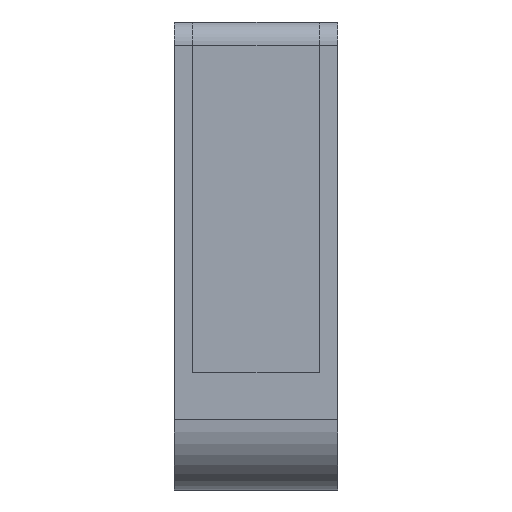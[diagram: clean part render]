
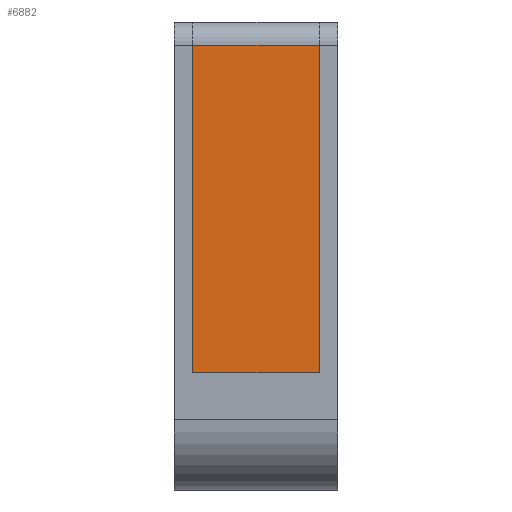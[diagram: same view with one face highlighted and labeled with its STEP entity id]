
A CAD part, left-side view. The second image highlights one B-rep face of the part: STEP entity #6882.
In plain terms, the highlighted planar face has unit normal (-1, 0, 0).
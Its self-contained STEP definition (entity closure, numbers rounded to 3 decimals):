
#6563=DIRECTION('',(0.,0.,1.));
#6564=VECTOR('',#6563,7.);
#6565=CARTESIAN_POINT('',(-0.5,0.,-3.75));
#6566=LINE('',#6565,#6564);
#6590=DIRECTION('',(0.,0.,1.));
#6591=VECTOR('',#6590,7.);
#6592=CARTESIAN_POINT('',(-0.5,2.7,-3.75));
#6593=LINE('',#6592,#6591);
#6618=DIRECTION('',(0.,-1.,0.));
#6619=VECTOR('',#6618,2.7);
#6620=CARTESIAN_POINT('',(-0.5,2.7,3.25));
#6621=LINE('',#6620,#6619);
#6622=DIRECTION('',(0.,1.,0.));
#6623=VECTOR('',#6622,2.7);
#6624=CARTESIAN_POINT('',(-0.5,0.,-3.75));
#6625=LINE('',#6624,#6623);
#6724=CARTESIAN_POINT('',(-0.5,0.,-3.75));
#6725=VERTEX_POINT('',#6724);
#6740=CARTESIAN_POINT('',(-0.5,2.7,-3.75));
#6741=VERTEX_POINT('',#6740);
#6743=CARTESIAN_POINT('',(-0.5,0.,3.25));
#6745=VERTEX_POINT('',#6743);
#6746=CARTESIAN_POINT('',(-0.5,2.7,3.25));
#6747=VERTEX_POINT('',#6746);
#6870=CARTESIAN_POINT('',(-0.5,0.,-3.75));
#6871=DIRECTION('',(-1.,0.,0.));
#6872=DIRECTION('',(0.,0.,1.));
#6873=AXIS2_PLACEMENT_3D('',#6870,#6871,#6872);
#6874=PLANE('',#6873);
#6875=ORIENTED_EDGE('',*,*,#6862,.T.);
#6876=ORIENTED_EDGE('',*,*,#6789,.F.);
#6878=ORIENTED_EDGE('',*,*,#6877,.T.);
#6879=ORIENTED_EDGE('',*,*,#6835,.T.);
#6880=EDGE_LOOP('',(#6875,#6876,#6878,#6879));
#6881=FACE_OUTER_BOUND('',#6880,.F.);
#6882=ADVANCED_FACE('',(#6881),#6874,.T.);
#6789=EDGE_CURVE('',#6725,#6745,#6566,.T.);
#6835=EDGE_CURVE('',#6741,#6747,#6593,.T.);
#6862=EDGE_CURVE('',#6747,#6745,#6621,.T.);
#6877=EDGE_CURVE('',#6725,#6741,#6625,.T.);
